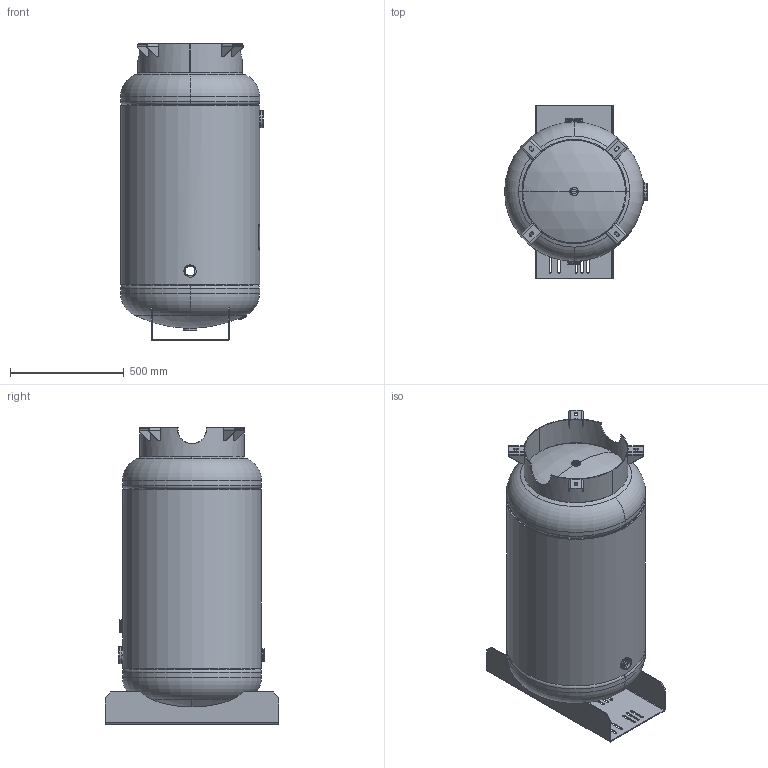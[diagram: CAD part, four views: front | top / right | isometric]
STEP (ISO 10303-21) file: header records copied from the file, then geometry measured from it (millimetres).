
FILE_DESCRIPTION (( 'STEP AP214' ), '1' );
FILE_NAME ('302420.STEP', '2024-04-30T21:13:30', ( '' ), ( '' ), 'SwSTEP 2.0', 'SolidWorks 2022', '' );
FILE_SCHEMA (( 'AUTOMOTIVE_DESIGN' ));
Length unit declared in the file: inch
Products named in the file (13): A89659; A89660; 302420-SL; NP-VER_24; PHOENIX FLAT FLANGE_0250P391; 302420; HEAD_24X285JOG; PHOENIX FLAT FLANGE_0500P393; PHOENIX RAD FLANGE_125P706; A55179; PHOENIX RAD FLANGE_200P958 OR; A55842; PHOENIX FLAT FLANGE_1250
Assembly tree (18 placements, depth 3):
  302420
    302420-SL
    HEAD_24X285JOG  x2
    PHOENIX RAD FLANGE_200P958 OR  x2
    PHOENIX RAD FLANGE_125P706  x2
    PHOENIX FLAT FLANGE_1250
    PHOENIX FLAT FLANGE_0500P393
    PHOENIX FLAT FLANGE_0250P391
    A55842
    A89660
      A89659
      A55179  x4
    NP-VER_24
Bounding box: 626.26 x 762 x 1300.16 mm (x, y, z)
Volume: 19145052.5 mm3; surface area: 6366220.8 mm2
Topology: 17 solids, 17 shells, 438 faces, 992 edges, 600 vertices
Faces by surface type: plane 172, cylinder 136, torus 100, bspline 22, sphere 8
Full cylindrical faces by diameter (mm): 598.068 x1, 609.6 x1
Entity records: 15227 total; most frequent: CARTESIAN_POINT 7867, DIRECTION 1489, ORIENTED_EDGE 1338, EDGE_CURVE 669, AXIS2_PLACEMENT_3D 612, VERTEX_POINT 412, EDGE_LOOP 347, CIRCLE 324
